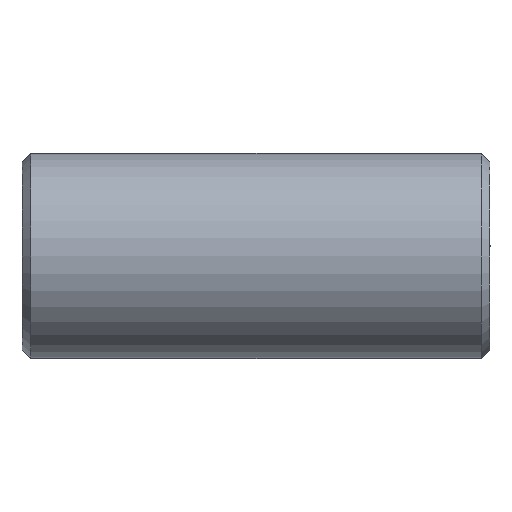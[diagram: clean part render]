
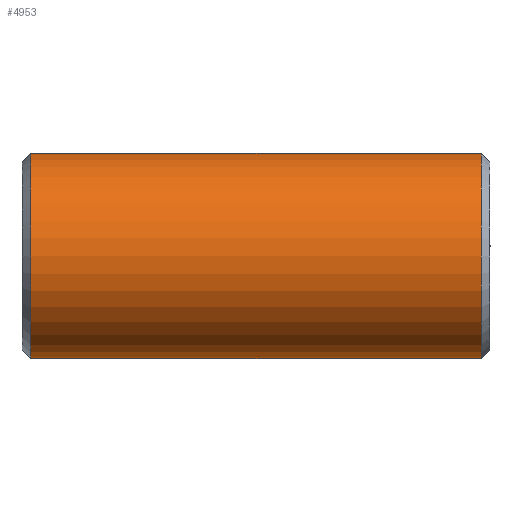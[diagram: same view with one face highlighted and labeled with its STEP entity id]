
A CAD part, front view. The second image highlights one B-rep face of the part: STEP entity #4953.
In plain terms, the highlighted cylindrical face has radius 16.701 mm (diameter 33.401 mm), a partial arc.
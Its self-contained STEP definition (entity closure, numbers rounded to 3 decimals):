
#77 = EDGE_CURVE ( 'NONE', #12523, #294, #9721, .T. ) ;
#294 = VERTEX_POINT ( 'NONE', #7456 ) ;
#299 = CARTESIAN_POINT ( 'NONE',  ( 34.799, 0., -16.7 ) ) ;
#410 = VERTEX_POINT ( 'NONE', #14623 ) ;
#1293 = CARTESIAN_POINT ( 'NONE',  ( -36.716, 0., 16.7 ) ) ;
#1319 = LINE ( 'NONE', #8492, #7664 ) ;
#1813 = VERTEX_POINT ( 'NONE', #5082 ) ;
#1873 = CARTESIAN_POINT ( 'NONE',  ( -36.716, 0., 0. ) ) ;
#2052 = ORIENTED_EDGE ( 'NONE', *, *, #21900, .T. ) ;
#2171 = VERTEX_POINT ( 'NONE', #14358 ) ;
#2641 = CARTESIAN_POINT ( 'NONE',  ( -30.967, 0., -16.7 ) ) ;
#2951 = CARTESIAN_POINT ( 'NONE',  ( 0., 0., 0. ) ) ;
#3511 = B_SPLINE_CURVE_WITH_KNOTS ( 'NONE', 3,
 ( #3835, #299, #7461, #16261 ),
 .UNSPECIFIED., .F., .F.,
 ( 4, 4 ),
 ( 0.001, 0.007 ),
 .UNSPECIFIED. ) ;
#3534 = CARTESIAN_POINT ( 'NONE',  ( 0., 0., -16.7 ) ) ;
#3835 = CARTESIAN_POINT ( 'NONE',  ( 36.716, 0., -16.7 ) ) ;
#3924 = AXIS2_PLACEMENT_3D ( 'NONE', #2951, #13756, #22441 ) ;
#4674 = AXIS2_PLACEMENT_3D ( 'NONE', #10404, #12410, #12178 ) ;
#4953 = ADVANCED_FACE ( 'NONE', ( #22666 ), #13521, .T. ) ;
#5082 = CARTESIAN_POINT ( 'NONE',  ( 36.716, 0., 16.7 ) ) ;
#5245 = EDGE_CURVE ( 'NONE', #11341, #16494, #14154, .T. ) ;
#5589 = ORIENTED_EDGE ( 'NONE', *, *, #10548, .T. ) ;
#5937 = EDGE_LOOP ( 'NONE', ( #21299, #5589, #14740, #6162, #8518, #2052, #10514, #18593 ) ) ;
#6162 = ORIENTED_EDGE ( 'NONE', *, *, #13994, .F. ) ;
#6166 = CARTESIAN_POINT ( 'NONE',  ( 34.799, 0., 16.7 ) ) ;
#7114 = CARTESIAN_POINT ( 'NONE',  ( -30.967, 0., 16.7 ) ) ;
#7298 = VECTOR ( 'NONE', #17831, 1000. ) ;
#7456 = CARTESIAN_POINT ( 'NONE',  ( -30.967, 0., -16.7 ) ) ;
#7461 = CARTESIAN_POINT ( 'NONE',  ( 32.883, 0., -16.701 ) ) ;
#7664 = VECTOR ( 'NONE', #21050, 1000. ) ;
#7820 = EDGE_CURVE ( 'NONE', #294, #410, #12470, .T. ) ;
#8492 = CARTESIAN_POINT ( 'NONE',  ( 0., 0., 16.7 ) ) ;
#8518 = ORIENTED_EDGE ( 'NONE', *, *, #5245, .T. ) ;
#9689 = CARTESIAN_POINT ( 'NONE',  ( -34.799, 0., -16.7 ) ) ;
#9721 = B_SPLINE_CURVE_WITH_KNOTS ( 'NONE', 3,
 ( #13216, #9689, #16837, #2641 ),
 .UNSPECIFIED., .F., .F.,
 ( 4, 4 ),
 ( 0.001, 0.007 ),
 .UNSPECIFIED. ) ;
#10117 = CARTESIAN_POINT ( 'NONE',  ( -32.883, 0., 16.701 ) ) ;
#10404 = CARTESIAN_POINT ( 'NONE',  ( 36.716, 0., 0. ) ) ;
#10514 = ORIENTED_EDGE ( 'NONE', *, *, #77, .T. ) ;
#10548 = EDGE_CURVE ( 'NONE', #2171, #1813, #14798, .T. ) ;
#10643 = AXIS2_PLACEMENT_3D ( 'NONE', #1873, #12692, #19714 ) ;
#11341 = VERTEX_POINT ( 'NONE', #7114 ) ;
#11920 = B_SPLINE_CURVE_WITH_KNOTS ( 'NONE', 3,
 ( #15087, #22244, #6166, #13333 ),
 .UNSPECIFIED., .F., .F.,
 ( 4, 4 ),
 ( 0., 0.006 ),
 .UNSPECIFIED. ) ;
#11990 = EDGE_CURVE ( 'NONE', #2171, #410, #3511, .T. ) ;
#12178 = DIRECTION ( 'NONE',  ( 0., 0., 1. ) ) ;
#12410 = DIRECTION ( 'NONE',  ( -1., 0., 0. ) ) ;
#12470 = LINE ( 'NONE', #3534, #7298 ) ;
#12523 = VERTEX_POINT ( 'NONE', #13107 ) ;
#12692 = DIRECTION ( 'NONE',  ( 1., 0., 0. ) ) ;
#13004 = EDGE_CURVE ( 'NONE', #18003, #1813, #11920, .T. ) ;
#13107 = CARTESIAN_POINT ( 'NONE',  ( -36.716, 0., -16.7 ) ) ;
#13216 = CARTESIAN_POINT ( 'NONE',  ( -36.716, 0., -16.7 ) ) ;
#13333 = CARTESIAN_POINT ( 'NONE',  ( 36.716, 0., 16.7 ) ) ;
#13521 = CYLINDRICAL_SURFACE ( 'NONE', #3924, 16.7 ) ;
#13756 = DIRECTION ( 'NONE',  ( 1., 0., 0. ) ) ;
#13867 = CARTESIAN_POINT ( 'NONE',  ( -36.716, 0., 16.7 ) ) ;
#13994 = EDGE_CURVE ( 'NONE', #11341, #18003, #1319, .T. ) ;
#14154 = B_SPLINE_CURVE_WITH_KNOTS ( 'NONE', 3,
 ( #19128, #10117, #17372, #1293 ),
 .UNSPECIFIED., .F., .F.,
 ( 4, 4 ),
 ( 0., 0.006 ),
 .UNSPECIFIED. ) ;
#14330 = CARTESIAN_POINT ( 'NONE',  ( 30.967, 0., 16.7 ) ) ;
#14358 = CARTESIAN_POINT ( 'NONE',  ( 36.716, 0., -16.7 ) ) ;
#14623 = CARTESIAN_POINT ( 'NONE',  ( 30.967, 0., -16.7 ) ) ;
#14740 = ORIENTED_EDGE ( 'NONE', *, *, #13004, .F. ) ;
#14798 = CIRCLE ( 'NONE', #4674, 16.7 ) ;
#15087 = CARTESIAN_POINT ( 'NONE',  ( 30.967, 0., 16.7 ) ) ;
#16261 = CARTESIAN_POINT ( 'NONE',  ( 30.967, 0., -16.7 ) ) ;
#16494 = VERTEX_POINT ( 'NONE', #13867 ) ;
#16642 = CIRCLE ( 'NONE', #10643, 16.7 ) ;
#16837 = CARTESIAN_POINT ( 'NONE',  ( -32.883, 0., -16.701 ) ) ;
#17372 = CARTESIAN_POINT ( 'NONE',  ( -34.799, 0., 16.7 ) ) ;
#17831 = DIRECTION ( 'NONE',  ( 1., 0., 0. ) ) ;
#18003 = VERTEX_POINT ( 'NONE', #14330 ) ;
#18593 = ORIENTED_EDGE ( 'NONE', *, *, #7820, .T. ) ;
#19128 = CARTESIAN_POINT ( 'NONE',  ( -30.967, 0., 16.7 ) ) ;
#19714 = DIRECTION ( 'NONE',  ( 0., 0., -1. ) ) ;
#21050 = DIRECTION ( 'NONE',  ( 1., 0., 0. ) ) ;
#21299 = ORIENTED_EDGE ( 'NONE', *, *, #11990, .F. ) ;
#21900 = EDGE_CURVE ( 'NONE', #16494, #12523, #16642, .T. ) ;
#22244 = CARTESIAN_POINT ( 'NONE',  ( 32.883, 0., 16.701 ) ) ;
#22441 = DIRECTION ( 'NONE',  ( 0., 0., 1. ) ) ;
#22666 = FACE_OUTER_BOUND ( 'NONE', #5937, .T. ) ;
